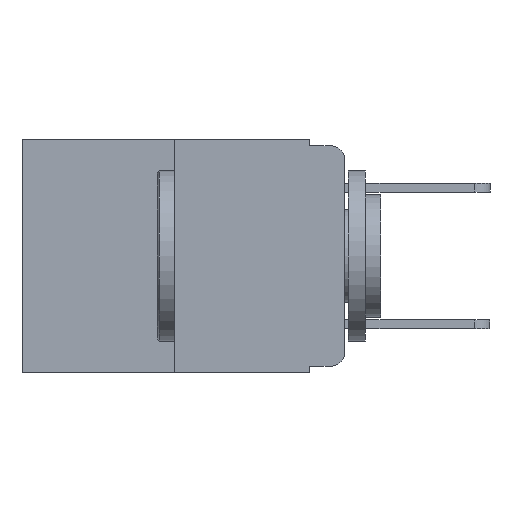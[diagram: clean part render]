
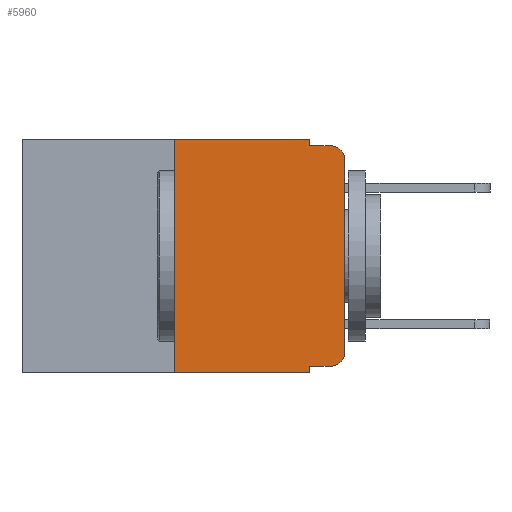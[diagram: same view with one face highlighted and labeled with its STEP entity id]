
A CAD part, left-side view. The second image highlights one B-rep face of the part: STEP entity #5960.
In plain terms, the highlighted planar face has unit normal (-1, 0, 0).
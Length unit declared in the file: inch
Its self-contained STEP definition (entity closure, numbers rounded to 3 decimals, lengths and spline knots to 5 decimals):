
#192 = VERTEX_POINT ( 'NONE', #4075 ) ;
#269 = VERTEX_POINT ( 'NONE', #6314 ) ;
#387 = EDGE_CURVE ( 'NONE', #192, #7080, #2648, .T. ) ;
#458 = VECTOR ( 'NONE', #6294, 39.37008 ) ;
#1046 = DIRECTION ( 'NONE',  ( 0., 0., -1. ) ) ;
#1059 = ORIENTED_EDGE ( 'NONE', *, *, #7093, .T. ) ;
#1146 = VERTEX_POINT ( 'NONE', #9672 ) ;
#1196 = EDGE_CURVE ( 'NONE', #4576, #7080, #5594, .T. ) ;
#1232 = DIRECTION ( 'NONE',  ( 0., 0., 1. ) ) ;
#1282 = ORIENTED_EDGE ( 'NONE', *, *, #12571, .F. ) ;
#1393 = DIRECTION ( 'NONE',  ( 0., -1., 0. ) ) ;
#1799 = CARTESIAN_POINT ( 'NONE',  ( 0., 0., -0.03 ) ) ;
#1810 = DIRECTION ( 'NONE',  ( -1., 0., 0. ) ) ;
#1940 = FACE_OUTER_BOUND ( 'NONE', #11195, .T. ) ;
#2212 = ORIENTED_EDGE ( 'NONE', *, *, #10688, .T. ) ;
#2560 = CARTESIAN_POINT ( 'NONE',  ( 0., 0.02, -0.01 ) ) ;
#2648 = LINE ( 'NONE', #8981, #13059 ) ;
#2705 = ORIENTED_EDGE ( 'NONE', *, *, #10034, .T. ) ;
#2818 = EDGE_CURVE ( 'NONE', #12196, #4576, #12449, .T. ) ;
#3359 = VERTEX_POINT ( 'NONE', #8162 ) ;
#3644 = LINE ( 'NONE', #7259, #458 ) ;
#3975 = VERTEX_POINT ( 'NONE', #12886 ) ;
#4075 = CARTESIAN_POINT ( 'NONE',  ( 0., 0.051, -0.01 ) ) ;
#4137 = CARTESIAN_POINT ( 'NONE',  ( 0., 0., -0.313 ) ) ;
#4243 = ORIENTED_EDGE ( 'NONE', *, *, #2818, .T. ) ;
#4277 = DIRECTION ( 'NONE',  ( 0., 0., -1. ) ) ;
#4396 = LINE ( 'NONE', #13377, #6920 ) ;
#4576 = VERTEX_POINT ( 'NONE', #1799 ) ;
#4701 = CARTESIAN_POINT ( 'NONE',  ( 0., 0.051, 0. ) ) ;
#4726 = DIRECTION ( 'NONE',  ( -1., 0., 0. ) ) ;
#4738 = AXIS2_PLACEMENT_3D ( 'NONE', #10785, #4726, #11707 ) ;
#4817 = VERTEX_POINT ( 'NONE', #11982 ) ;
#4896 = EDGE_CURVE ( 'NONE', #269, #4817, #13005, .T. ) ;
#5141 = CARTESIAN_POINT ( 'NONE',  ( 0., 0.473, 0. ) ) ;
#5172 = VECTOR ( 'NONE', #5508, 39.37008 ) ;
#5233 = ORIENTED_EDGE ( 'NONE', *, *, #1196, .T. ) ;
#5488 = CIRCLE ( 'NONE', #4738, 0.02 ) ;
#5508 = DIRECTION ( 'NONE',  ( 0., -1., 0. ) ) ;
#5594 = CIRCLE ( 'NONE', #10260, 0.02 ) ;
#5595 = VECTOR ( 'NONE', #1393, 39.37008 ) ;
#5658 = ORIENTED_EDGE ( 'NONE', *, *, #387, .F. ) ;
#5715 = ORIENTED_EDGE ( 'NONE', *, *, #13170, .F. ) ;
#5790 = LINE ( 'NONE', #4701, #8166 ) ;
#5912 = CARTESIAN_POINT ( 'NONE',  ( 0., 0.473, -0.343 ) ) ;
#5960 = ADVANCED_FACE ( 'NONE', ( #1940 ), #10207, .F. ) ;
#6123 = DIRECTION ( 'NONE',  ( 0., 0., -1. ) ) ;
#6294 = DIRECTION ( 'NONE',  ( 0., -1., 0. ) ) ;
#6314 = CARTESIAN_POINT ( 'NONE',  ( 0., 0.25, 0. ) ) ;
#6838 = CARTESIAN_POINT ( 'NONE',  ( 0., 0.25, 0. ) ) ;
#6920 = VECTOR ( 'NONE', #1046, 39.37008 ) ;
#7080 = VERTEX_POINT ( 'NONE', #2560 ) ;
#7093 = EDGE_CURVE ( 'NONE', #1146, #9316, #8315, .T. ) ;
#7259 = CARTESIAN_POINT ( 'NONE',  ( 0., 0.051, -0.333 ) ) ;
#8033 = LINE ( 'NONE', #6838, #10314 ) ;
#8162 = CARTESIAN_POINT ( 'NONE',  ( 0., 0.02, -0.333 ) ) ;
#8166 = VECTOR ( 'NONE', #9792, 39.37008 ) ;
#8315 = LINE ( 'NONE', #5912, #5595 ) ;
#8788 = ORIENTED_EDGE ( 'NONE', *, *, #4896, .F. ) ;
#8981 = CARTESIAN_POINT ( 'NONE',  ( 0., 0.051, -0.01 ) ) ;
#9037 = VECTOR ( 'NONE', #12402, 39.37008 ) ;
#9316 = VERTEX_POINT ( 'NONE', #12111 ) ;
#9333 = AXIS2_PLACEMENT_3D ( 'NONE', #11421, #11925, #6123 ) ;
#9672 = CARTESIAN_POINT ( 'NONE',  ( 0., 0.25, -0.343 ) ) ;
#9792 = DIRECTION ( 'NONE',  ( 0., 0., -1. ) ) ;
#10013 = CARTESIAN_POINT ( 'NONE',  ( 0., 0., 0. ) ) ;
#10034 = EDGE_CURVE ( 'NONE', #3975, #3359, #3644, .T. ) ;
#10207 = PLANE ( 'NONE',  #9333 ) ;
#10260 = AXIS2_PLACEMENT_3D ( 'NONE', #10877, #1810, #4277 ) ;
#10314 = VECTOR ( 'NONE', #1232, 39.37008 ) ;
#10688 = EDGE_CURVE ( 'NONE', #3359, #12196, #5488, .T. ) ;
#10785 = CARTESIAN_POINT ( 'NONE',  ( 0., 0.02, -0.313 ) ) ;
#10877 = CARTESIAN_POINT ( 'NONE',  ( 0., 0.02, -0.03 ) ) ;
#11195 = EDGE_LOOP ( 'NONE', ( #4243, #5233, #5658, #5715, #8788, #11797, #1059, #1282, #2705, #2212 ) ) ;
#11421 = CARTESIAN_POINT ( 'NONE',  ( 0., 0.473, 0. ) ) ;
#11707 = DIRECTION ( 'NONE',  ( 0., 0., -1. ) ) ;
#11797 = ORIENTED_EDGE ( 'NONE', *, *, #11920, .F. ) ;
#11920 = EDGE_CURVE ( 'NONE', #1146, #269, #8033, .T. ) ;
#11925 = DIRECTION ( 'NONE',  ( 1., 0., 0. ) ) ;
#11982 = CARTESIAN_POINT ( 'NONE',  ( 0., 0.051, 0. ) ) ;
#12111 = CARTESIAN_POINT ( 'NONE',  ( 0., 0.051, -0.343 ) ) ;
#12196 = VERTEX_POINT ( 'NONE', #4137 ) ;
#12402 = DIRECTION ( 'NONE',  ( 0., 0., 1. ) ) ;
#12449 = LINE ( 'NONE', #10013, #9037 ) ;
#12571 = EDGE_CURVE ( 'NONE', #3975, #9316, #5790, .T. ) ;
#12886 = CARTESIAN_POINT ( 'NONE',  ( 0., 0.051, -0.333 ) ) ;
#13005 = LINE ( 'NONE', #5141, #5172 ) ;
#13039 = DIRECTION ( 'NONE',  ( 0., -1., 0. ) ) ;
#13059 = VECTOR ( 'NONE', #13039, 39.37008 ) ;
#13170 = EDGE_CURVE ( 'NONE', #4817, #192, #4396, .T. ) ;
#13377 = CARTESIAN_POINT ( 'NONE',  ( 0., 0.051, 0. ) ) ;
